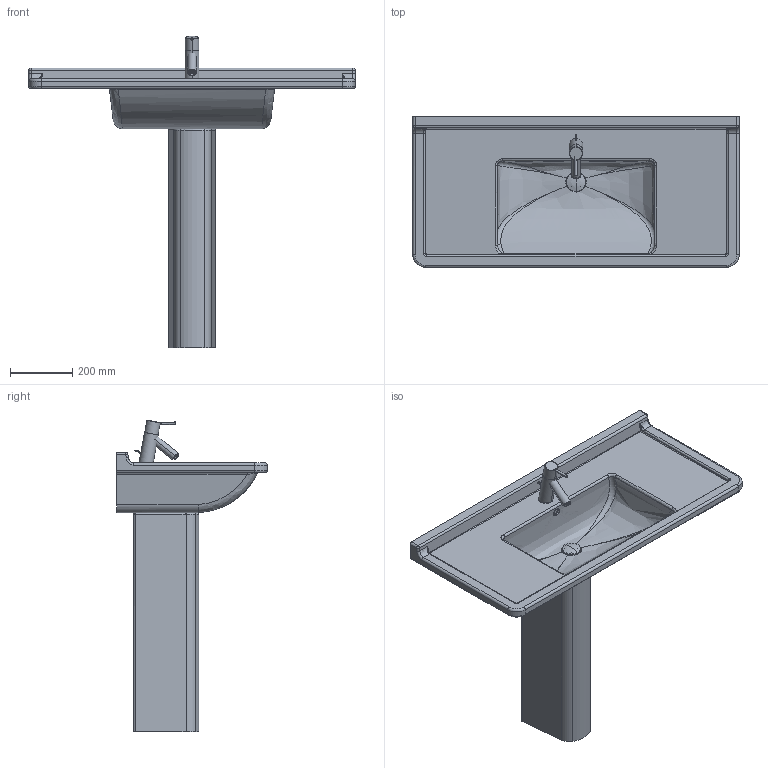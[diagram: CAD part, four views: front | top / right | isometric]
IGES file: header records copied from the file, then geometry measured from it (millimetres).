
Global section: file name: No Iges File Name specified; native system: AutoDesk Inventor R11.0; preprocessor: AutoDesk Inventor Iges Exporter R11.0; author: No Author specified; organization: No Organization specified; date: 20070725.171558; units: millimetre
Bounding box: 1050 x 485 x 1002.39 mm (x, y, z)
Volume: 27431001.2 mm3; surface area: 2492073.3 mm2
Topology: 9 solids, 9 shells, 271 faces, 666 edges, 402 vertices
Faces by surface type: plane 73, cylinder 66, bspline 52, revolution 42, torus 29, sphere 7, cone 2
